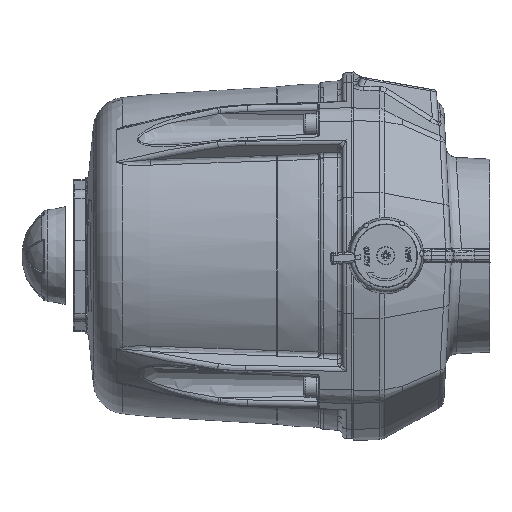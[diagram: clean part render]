
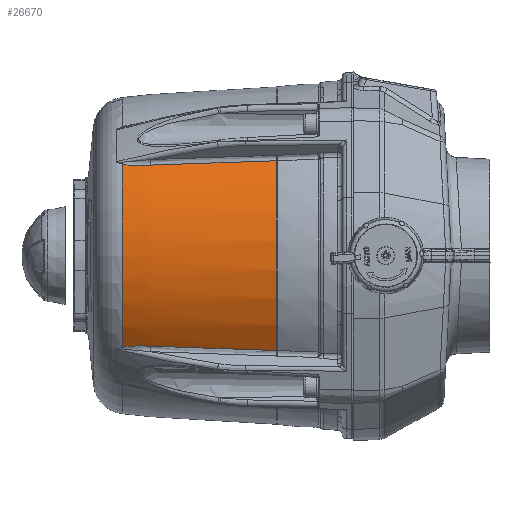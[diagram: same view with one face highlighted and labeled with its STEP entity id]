
A CAD part, left-side view. The second image highlights one B-rep face of the part: STEP entity #26670.
In plain terms, the highlighted toroidal (fillet/blend) face has major radius 830.547 mm and minor radius 908.797 mm.
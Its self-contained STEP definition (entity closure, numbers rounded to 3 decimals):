
#37=DEGENERATE_TOROIDAL_SURFACE('',#28775,830.547,908.797,
 .F.);
#1812=CIRCLE('',#28536,77.748);
#1983=CIRCLE('',#28776,72.62);
#2783=B_SPLINE_CURVE_WITH_KNOTS('',3,(#48725,#48726,#48727,#48728,#48729,
#48730,#48731,#48732,#48733,#48734,#48735,#48736,#48737,#48738,#48739,#48740,
#48741,#48742,#48743,#48744,#48745,#48746,#48747),.UNSPECIFIED.,.F.,.F.,
(4,1,1,1,1,1,1,1,1,1,1,1,1,1,1,1,1,1,1,1,4),(0.,0.125,0.188,0.219,0.234,
0.25,0.266,0.281,0.313,0.375,0.438,0.469,0.5,0.531,0.563,0.625,
0.688,0.75,0.813,0.875,1.),.UNSPECIFIED.);
#2784=B_SPLINE_CURVE_WITH_KNOTS('',3,(#48765,#48766,#48767,#48768,#48769,
#48770,#48771,#48772,#48773,#48774,#48775),.UNSPECIFIED.,.F.,.F.,(4,1,1,
1,1,1,1,1,4),(0.,0.25,0.375,0.438,0.5,0.563,0.625,0.75,1.),
 .UNSPECIFIED.);
#2800=B_SPLINE_CURVE_WITH_KNOTS('',3,(#49222,#49223,#49224,#49225,#49226,
#49227,#49228,#49229,#49230,#49231,#49232),.UNSPECIFIED.,.F.,.F.,(4,1,1,
1,1,1,1,1,4),(0.,0.25,0.375,0.438,0.5,0.563,0.625,0.75,1.),
 .UNSPECIFIED.);
#2802=B_SPLINE_CURVE_WITH_KNOTS('',3,(#49278,#49279,#49280,#49281,#49282,
#49283,#49284,#49285,#49286,#49287,#49288,#49289,#49290,#49291,#49292,#49293,
#49294,#49295),.UNSPECIFIED.,.F.,.F.,(4,1,1,1,1,1,1,1,1,1,1,1,1,1,1,4),
(0.,0.25,0.375,0.438,0.469,0.5,0.531,0.563,0.625,0.688,0.719,0.75,
0.781,0.813,0.875,1.),.UNSPECIFIED.);
#7941=ORIENTED_EDGE('',*,*,#11778,.T.);
#7942=ORIENTED_EDGE('',*,*,#11781,.T.);
#7943=ORIENTED_EDGE('',*,*,#11785,.T.);
#7944=ORIENTED_EDGE('',*,*,#12098,.F.);
#7945=ORIENTED_EDGE('',*,*,#11703,.T.);
#7946=ORIENTED_EDGE('',*,*,#11706,.T.);
#11703=EDGE_CURVE('',#14676,#14675,#2783,.T.);
#11706=EDGE_CURVE('',#14675,#14678,#2784,.T.);
#11778=EDGE_CURVE('',#14678,#14717,#1812,.T.);
#11781=EDGE_CURVE('',#14717,#14719,#2800,.T.);
#11785=EDGE_CURVE('',#14719,#14722,#2802,.T.);
#12098=EDGE_CURVE('',#14676,#14722,#1983,.T.);
#14675=VERTEX_POINT('',#48724);
#14676=VERTEX_POINT('',#48748);
#14678=VERTEX_POINT('',#48764);
#14717=VERTEX_POINT('',#49205);
#14719=VERTEX_POINT('',#49221);
#14722=VERTEX_POINT('',#49277);
#19565=EDGE_LOOP('',(#7941,#7942,#7943,#7944,#7945,#7946));
#20964=FACE_BOUND('',#19565,.T.);
#26670=ADVANCED_FACE('',(#20964),#37,.F.);
#28536=AXIS2_PLACEMENT_3D('',#49204,#33104,#33105);
#28775=AXIS2_PLACEMENT_3D('',#53367,#33620,#33621);
#28776=AXIS2_PLACEMENT_3D('',#53368,#33622,#33623);
#33104=DIRECTION('',(0.,1.,0.));
#33105=DIRECTION('',(1.,0.,0.));
#33620=DIRECTION('',(0.,1.,0.));
#33621=DIRECTION('',(-1.,0.,0.));
#33622=DIRECTION('',(0.,1.,0.));
#33623=DIRECTION('',(-1.,0.,0.));
#48724=CARTESIAN_POINT('',(-61.18,133.04,-41.585));
#48725=CARTESIAN_POINT('',(-59.202,146.,-42.057));
#48726=CARTESIAN_POINT('',(-59.334,145.581,-41.952));
#48727=CARTESIAN_POINT('',(-59.529,144.871,-41.813));
#48728=CARTESIAN_POINT('',(-59.748,143.903,-41.685));
#48729=CARTESIAN_POINT('',(-59.857,143.378,-41.629));
#48730=CARTESIAN_POINT('',(-59.917,143.077,-41.6));
#48731=CARTESIAN_POINT('',(-59.966,142.821,-41.578));
#48732=CARTESIAN_POINT('',(-59.997,142.657,-41.564));
#48733=CARTESIAN_POINT('',(-60.044,142.402,-41.544));
#48734=CARTESIAN_POINT('',(-60.123,141.963,-41.514));
#48735=CARTESIAN_POINT('',(-60.234,141.302,-41.476));
#48736=CARTESIAN_POINT('',(-60.343,140.606,-41.449));
#48737=CARTESIAN_POINT('',(-60.426,140.039,-41.434));
#48738=CARTESIAN_POINT('',(-60.491,139.574,-41.425));
#48739=CARTESIAN_POINT('',(-60.54,139.21,-41.42));
#48740=CARTESIAN_POINT('',(-60.61,138.679,-41.416));
#48741=CARTESIAN_POINT('',(-60.693,138.01,-41.417));
#48742=CARTESIAN_POINT('',(-60.789,137.187,-41.426));
#48743=CARTESIAN_POINT('',(-60.885,136.299,-41.445));
#48744=CARTESIAN_POINT('',(-60.962,135.534,-41.469));
#48745=CARTESIAN_POINT('',(-61.065,134.443,-41.511));
#48746=CARTESIAN_POINT('',(-61.136,133.609,-41.552));
#48747=CARTESIAN_POINT('',(-61.18,133.04,-41.585));
#48748=CARTESIAN_POINT('',(-59.202,146.,-42.057));
#48764=CARTESIAN_POINT('',(-64.39,75.189,-43.575));
#48765=CARTESIAN_POINT('',(-61.18,133.04,-41.585));
#48766=CARTESIAN_POINT('',(-61.553,128.305,-41.857));
#48767=CARTESIAN_POINT('',(-62.076,121.143,-42.228));
#48768=CARTESIAN_POINT('',(-62.62,112.674,-42.593));
#48769=CARTESIAN_POINT('',(-62.911,107.815,-42.781));
#48770=CARTESIAN_POINT('',(-63.121,104.124,-42.913));
#48771=CARTESIAN_POINT('',(-63.315,100.542,-43.031));
#48772=CARTESIAN_POINT('',(-63.561,95.721,-43.176));
#48773=CARTESIAN_POINT('',(-63.956,87.289,-43.394));
#48774=CARTESIAN_POINT('',(-64.233,80.033,-43.519));
#48775=CARTESIAN_POINT('',(-64.39,75.189,-43.575));
#49204=CARTESIAN_POINT('',(0.,75.189,0.));
#49205=CARTESIAN_POINT('',(-64.39,75.189,43.575));
#49221=CARTESIAN_POINT('',(-61.18,133.04,41.585));
#49222=CARTESIAN_POINT('',(-64.39,75.189,43.575));
#49223=CARTESIAN_POINT('',(-64.233,80.034,43.519));
#49224=CARTESIAN_POINT('',(-63.956,87.29,43.394));
#49225=CARTESIAN_POINT('',(-63.561,95.723,43.176));
#49226=CARTESIAN_POINT('',(-63.315,100.545,43.031));
#49227=CARTESIAN_POINT('',(-63.121,104.128,42.913));
#49228=CARTESIAN_POINT('',(-62.911,107.818,42.781));
#49229=CARTESIAN_POINT('',(-62.62,112.676,42.593));
#49230=CARTESIAN_POINT('',(-62.076,121.145,42.228));
#49231=CARTESIAN_POINT('',(-61.553,128.305,41.857));
#49232=CARTESIAN_POINT('',(-61.18,133.04,41.585));
#49277=CARTESIAN_POINT('',(-59.202,146.,42.057));
#49278=CARTESIAN_POINT('',(-61.18,133.04,41.585));
#49279=CARTESIAN_POINT('',(-61.086,134.245,41.516));
#49280=CARTESIAN_POINT('',(-60.928,135.965,41.444));
#49281=CARTESIAN_POINT('',(-60.716,137.829,41.416));
#49282=CARTESIAN_POINT('',(-60.605,138.716,41.416));
#49283=CARTESIAN_POINT('',(-60.538,139.225,41.42));
#49284=CARTESIAN_POINT('',(-60.492,139.566,41.425));
#49285=CARTESIAN_POINT('',(-60.426,140.037,41.434));
#49286=CARTESIAN_POINT('',(-60.343,140.603,41.449));
#49287=CARTESIAN_POINT('',(-60.234,141.303,41.477));
#49288=CARTESIAN_POINT('',(-60.124,141.955,41.513));
#49289=CARTESIAN_POINT('',(-60.031,142.476,41.55));
#49290=CARTESIAN_POINT('',(-59.969,142.807,41.576));
#49291=CARTESIAN_POINT('',(-59.87,143.315,41.622));
#49292=CARTESIAN_POINT('',(-59.749,143.897,41.685));
#49293=CARTESIAN_POINT('',(-59.528,144.876,41.814));
#49294=CARTESIAN_POINT('',(-59.334,145.581,41.952));
#49295=CARTESIAN_POINT('',(-59.202,146.,42.057));
#53367=CARTESIAN_POINT('',(0.,45.,0.));
#53368=CARTESIAN_POINT('',(0.,146.,0.));
